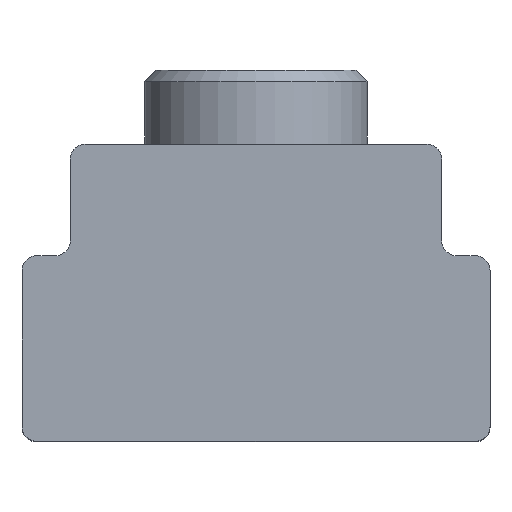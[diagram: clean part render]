
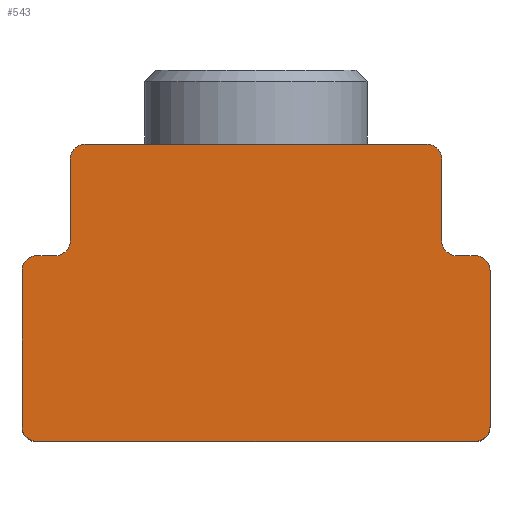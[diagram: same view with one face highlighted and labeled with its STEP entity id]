
A CAD part, top view. The second image highlights one B-rep face of the part: STEP entity #543.
In plain terms, the highlighted planar face has unit normal (0, 0, 1).
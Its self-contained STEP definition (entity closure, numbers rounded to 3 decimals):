
#28=PLANE('',#608);
#43=LINE('',#812,#93);
#47=LINE('',#824,#97);
#51=LINE('',#836,#101);
#55=LINE('',#848,#105);
#59=LINE('',#860,#109);
#63=LINE('',#872,#113);
#67=LINE('',#884,#117);
#70=LINE('',#893,#120);
#93=VECTOR('',#651,1000.);
#97=VECTOR('',#663,1000.);
#101=VECTOR('',#675,1000.);
#105=VECTOR('',#687,1000.);
#109=VECTOR('',#699,1000.);
#113=VECTOR('',#711,1000.);
#117=VECTOR('',#723,1000.);
#120=VECTOR('',#734,1000.);
#219=ORIENTED_EDGE('',*,*,#301,.T.);
#220=ORIENTED_EDGE('',*,*,#305,.T.);
#221=ORIENTED_EDGE('',*,*,#308,.T.);
#222=ORIENTED_EDGE('',*,*,#311,.T.);
#223=ORIENTED_EDGE('',*,*,#314,.T.);
#224=ORIENTED_EDGE('',*,*,#317,.T.);
#225=ORIENTED_EDGE('',*,*,#320,.T.);
#226=ORIENTED_EDGE('',*,*,#323,.T.);
#227=ORIENTED_EDGE('',*,*,#326,.F.);
#228=ORIENTED_EDGE('',*,*,#329,.T.);
#229=ORIENTED_EDGE('',*,*,#332,.T.);
#230=ORIENTED_EDGE('',*,*,#335,.T.);
#231=ORIENTED_EDGE('',*,*,#338,.T.);
#232=ORIENTED_EDGE('',*,*,#341,.T.);
#233=ORIENTED_EDGE('',*,*,#344,.F.);
#234=ORIENTED_EDGE('',*,*,#346,.T.);
#301=EDGE_CURVE('',#375,#374,#424,.T.);
#305=EDGE_CURVE('',#374,#377,#43,.T.);
#308=EDGE_CURVE('',#377,#379,#426,.T.);
#311=EDGE_CURVE('',#379,#381,#47,.T.);
#314=EDGE_CURVE('',#381,#383,#428,.T.);
#317=EDGE_CURVE('',#383,#385,#51,.T.);
#320=EDGE_CURVE('',#385,#387,#430,.T.);
#323=EDGE_CURVE('',#387,#389,#55,.T.);
#326=EDGE_CURVE('',#391,#389,#432,.T.);
#329=EDGE_CURVE('',#391,#393,#59,.T.);
#332=EDGE_CURVE('',#393,#395,#434,.T.);
#335=EDGE_CURVE('',#395,#397,#63,.T.);
#338=EDGE_CURVE('',#397,#399,#436,.T.);
#341=EDGE_CURVE('',#399,#401,#67,.T.);
#344=EDGE_CURVE('',#403,#401,#438,.T.);
#346=EDGE_CURVE('',#403,#375,#70,.T.);
#374=VERTEX_POINT('',#803);
#375=VERTEX_POINT('',#805);
#377=VERTEX_POINT('',#811);
#379=VERTEX_POINT('',#817);
#381=VERTEX_POINT('',#823);
#383=VERTEX_POINT('',#829);
#385=VERTEX_POINT('',#835);
#387=VERTEX_POINT('',#841);
#389=VERTEX_POINT('',#847);
#391=VERTEX_POINT('',#853);
#393=VERTEX_POINT('',#859);
#395=VERTEX_POINT('',#865);
#397=VERTEX_POINT('',#871);
#399=VERTEX_POINT('',#877);
#401=VERTEX_POINT('',#883);
#403=VERTEX_POINT('',#889);
#424=CIRCLE('',#578,0.2);
#426=CIRCLE('',#582,0.2);
#428=CIRCLE('',#586,0.2);
#430=CIRCLE('',#590,0.2);
#432=CIRCLE('',#594,0.2);
#434=CIRCLE('',#598,0.2);
#436=CIRCLE('',#602,0.2);
#438=CIRCLE('',#606,0.2);
#464=EDGE_LOOP('',(#219,#220,#221,#222,#223,#224,#225,#226,#227,#228,#229,
#230,#231,#232,#233,#234));
#504=FACE_BOUND('',#464,.T.);
#543=ADVANCED_FACE('',(#504),#28,.T.);
#578=AXIS2_PLACEMENT_3D('',#804,#644,#645);
#582=AXIS2_PLACEMENT_3D('',#818,#657,#658);
#586=AXIS2_PLACEMENT_3D('',#830,#669,#670);
#590=AXIS2_PLACEMENT_3D('',#842,#681,#682);
#594=AXIS2_PLACEMENT_3D('',#854,#693,#694);
#598=AXIS2_PLACEMENT_3D('',#866,#705,#706);
#602=AXIS2_PLACEMENT_3D('',#878,#717,#718);
#606=AXIS2_PLACEMENT_3D('',#890,#729,#730);
#608=AXIS2_PLACEMENT_3D('',#894,#735,#736);
#644=DIRECTION('',(0.,0.,1.));
#645=DIRECTION('',(1.,0.,0.));
#651=DIRECTION('',(0.,-1.,0.));
#657=DIRECTION('',(0.,0.,1.));
#658=DIRECTION('',(1.,0.,0.));
#663=DIRECTION('',(1.,0.,0.));
#669=DIRECTION('',(0.,0.,1.));
#670=DIRECTION('',(1.,0.,0.));
#675=DIRECTION('',(0.,1.,0.));
#681=DIRECTION('',(0.,0.,1.));
#682=DIRECTION('',(1.,0.,0.));
#687=DIRECTION('',(-1.,0.,0.));
#693=DIRECTION('',(0.,0.,1.));
#694=DIRECTION('',(1.,0.,0.));
#699=DIRECTION('',(0.,1.,0.));
#705=DIRECTION('',(0.,0.,1.));
#706=DIRECTION('',(1.,0.,0.));
#711=DIRECTION('',(-1.,0.,0.));
#717=DIRECTION('',(0.,0.,1.));
#718=DIRECTION('',(1.,0.,0.));
#723=DIRECTION('',(0.,-1.,0.));
#729=DIRECTION('',(0.,0.,1.));
#730=DIRECTION('',(1.,0.,0.));
#734=DIRECTION('',(-1.,0.,0.));
#735=DIRECTION('',(0.,0.,1.));
#736=DIRECTION('',(1.,0.,0.));
#803=CARTESIAN_POINT('',(-3.15,2.3,2.));
#804=CARTESIAN_POINT('',(-2.95,2.3,2.));
#805=CARTESIAN_POINT('',(-2.95,2.5,2.));
#811=CARTESIAN_POINT('',(-3.15,0.2,2.));
#812=CARTESIAN_POINT('',(-3.15,2.3,2.));
#817=CARTESIAN_POINT('',(-2.95,0.,2.));
#818=CARTESIAN_POINT('',(-2.95,0.2,2.));
#823=CARTESIAN_POINT('',(2.95,0.,2.));
#824=CARTESIAN_POINT('',(-2.95,0.,2.));
#829=CARTESIAN_POINT('',(3.15,0.2,2.));
#830=CARTESIAN_POINT('',(2.95,0.2,2.));
#835=CARTESIAN_POINT('',(3.15,2.3,2.));
#836=CARTESIAN_POINT('',(3.15,0.2,2.));
#841=CARTESIAN_POINT('',(2.95,2.5,2.));
#842=CARTESIAN_POINT('',(2.95,2.3,2.));
#847=CARTESIAN_POINT('',(2.7,2.5,2.));
#848=CARTESIAN_POINT('',(2.95,2.5,2.));
#853=CARTESIAN_POINT('',(2.5,2.7,2.));
#854=CARTESIAN_POINT('',(2.7,2.7,2.));
#859=CARTESIAN_POINT('',(2.5,3.8,2.));
#860=CARTESIAN_POINT('',(2.5,2.7,2.));
#865=CARTESIAN_POINT('',(2.3,4.,2.));
#866=CARTESIAN_POINT('',(2.3,3.8,2.));
#871=CARTESIAN_POINT('',(-2.3,4.,2.));
#872=CARTESIAN_POINT('',(2.3,4.,2.));
#877=CARTESIAN_POINT('',(-2.5,3.8,2.));
#878=CARTESIAN_POINT('',(-2.3,3.8,2.));
#883=CARTESIAN_POINT('',(-2.5,2.7,2.));
#884=CARTESIAN_POINT('',(-2.5,3.8,2.));
#889=CARTESIAN_POINT('',(-2.7,2.5,2.));
#890=CARTESIAN_POINT('',(-2.7,2.7,2.));
#893=CARTESIAN_POINT('',(-2.7,2.5,2.));
#894=CARTESIAN_POINT('',(-2.95,2.3,2.));
